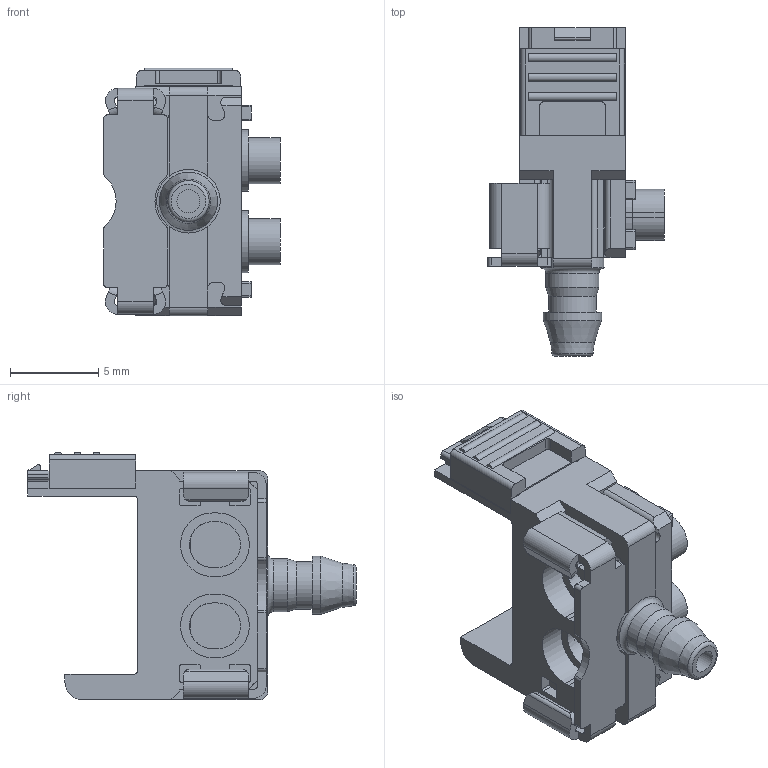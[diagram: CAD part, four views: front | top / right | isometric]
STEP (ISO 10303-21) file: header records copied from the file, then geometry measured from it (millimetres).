
FILE_DESCRIPTION(/* description */ ('STEP AP214'),/* implementation_level */ '2;1');
FILE_NAME(/* name */ '8122791_VABS-C12-6-S-B4',/* time_stamp */ '2024-09-16T02:48:39+02:00',/* author */ ('License CC BY-ND 4.0'),/* organization */ ('CADENAS'),/* preprocessor_version */ 'ST-DEVELOPER v19.3',/* originating_system */ 'PARTsolutions',/* authorisation */ ' ');
FILE_SCHEMA (('AUTOMOTIVE_DESIGN {1 0 10303 214 3 1 1}'));
Length unit declared in the file: millimetre
Products named in the file (3): 8122791 VABS-C12-6-S-B4---(high); 8122790 VABS-C12-6-S---(high_p2); 8122791 VABS-C12-6-S-B4---(high_b)
Assembly tree (2 placements, depth 2):
  8122791 VABS-C12-6-S-B4---(high)
    8122790 VABS-C12-6-S---(high_p2)
    8122791 VABS-C12-6-S-B4---(high_b)
Bounding box: 10 x 18.6 x 14.05 mm (x, y, z)
Volume: 574.8 mm3; surface area: 1208.6 mm2
Topology: 2 solids, 2 shells, 502 faces, 1375 edges, 897 vertices
Faces by surface type: plane 291, cylinder 206, cone 3, torus 2
Full cylindrical faces by diameter (mm): 1.3 x1, 2 x3, 2.7 x1, 3 x1, 3.3 x1
Entity records: 15901 total; most frequent: CARTESIAN_POINT 2787, DIRECTION 2772, ORIENTED_EDGE 2718, EDGE_CURVE 1359, LINE 936, VECTOR 936, AXIS2_PLACEMENT_3D 918, VERTEX_POINT 893
